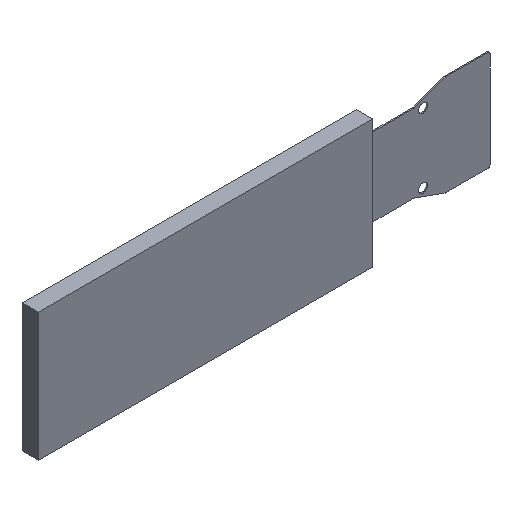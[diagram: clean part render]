
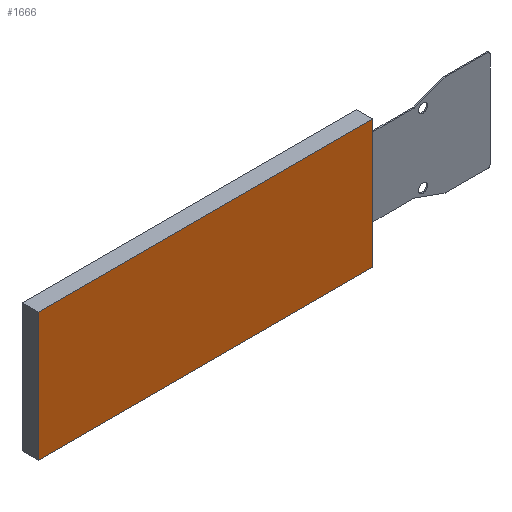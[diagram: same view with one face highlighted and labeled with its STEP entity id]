
A CAD part, isometric view. The second image highlights one B-rep face of the part: STEP entity #1666.
In plain terms, the highlighted planar face has unit normal (0, -1, 0).
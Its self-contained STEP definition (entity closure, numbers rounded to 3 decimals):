
#94=FACE_OUTER_BOUND('',#202,.T.);
#202=EDGE_LOOP('',(#1129,#1130,#1131,#1132));
#311=LINE('',#2374,#521);
#315=LINE('',#2382,#525);
#318=LINE('',#2388,#528);
#321=LINE('',#2393,#531);
#521=VECTOR('',#1914,10.);
#525=VECTOR('',#1920,10.);
#528=VECTOR('',#1925,10.);
#531=VECTOR('',#1930,10.);
#731=VERTEX_POINT('',#2372);
#732=VERTEX_POINT('',#2373);
#735=VERTEX_POINT('',#2381);
#737=VERTEX_POINT('',#2387);
#883=EDGE_CURVE('',#731,#732,#311,.T.);
#887=EDGE_CURVE('',#732,#735,#315,.T.);
#890=EDGE_CURVE('',#735,#737,#318,.T.);
#893=EDGE_CURVE('',#737,#731,#321,.T.);
#1129=ORIENTED_EDGE('',*,*,#893,.T.);
#1130=ORIENTED_EDGE('',*,*,#883,.T.);
#1131=ORIENTED_EDGE('',*,*,#887,.T.);
#1132=ORIENTED_EDGE('',*,*,#890,.T.);
#1566=PLANE('',#1791);
#1666=ADVANCED_FACE('',(#94),#1566,.F.);
#1791=AXIS2_PLACEMENT_3D('',#2396,#1934,#1935);
#1914=DIRECTION('',(-1.,0.,0.));
#1920=DIRECTION('',(0.,0.,-1.));
#1925=DIRECTION('',(1.,0.,0.));
#1930=DIRECTION('',(0.,0.,1.));
#1934=DIRECTION('center_axis',(0.,1.,0.));
#1935=DIRECTION('ref_axis',(1.,0.,0.));
#2372=CARTESIAN_POINT('',(30.,0.,11.5));
#2373=CARTESIAN_POINT('',(0.,0.,11.5));
#2374=CARTESIAN_POINT('',(30.,0.,11.5));
#2381=CARTESIAN_POINT('',(0.,0.,0.));
#2382=CARTESIAN_POINT('',(0.,0.,11.5));
#2387=CARTESIAN_POINT('',(30.,0.,0.));
#2388=CARTESIAN_POINT('',(0.,0.,0.));
#2393=CARTESIAN_POINT('',(30.,0.,0.));
#2396=CARTESIAN_POINT('Origin',(15.,0.,5.75));
